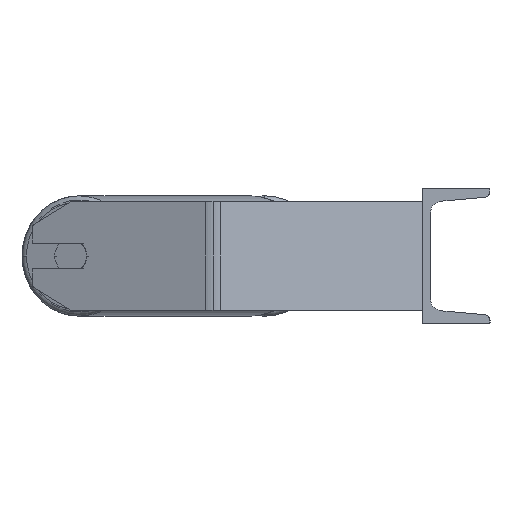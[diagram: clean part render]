
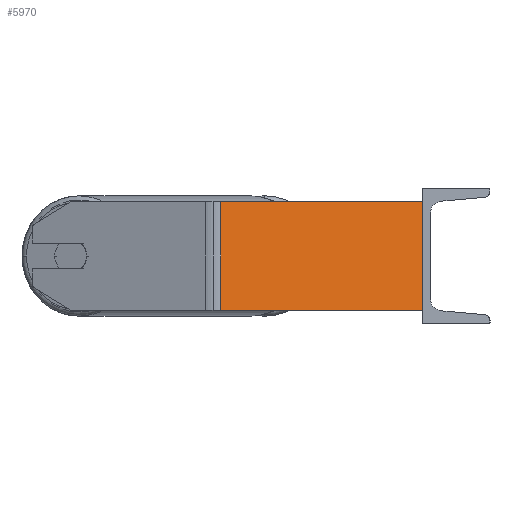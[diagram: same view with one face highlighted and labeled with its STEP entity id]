
A CAD part, left-side view. The second image highlights one B-rep face of the part: STEP entity #5970.
In plain terms, the highlighted planar face has unit normal (-0.94, -0.342, 0).
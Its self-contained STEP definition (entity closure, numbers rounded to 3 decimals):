
#183 = ORIENTED_EDGE ( 'NONE', *, *, #7078, .F. ) ;
#550 = LINE ( 'NONE', #8830, #4957 ) ;
#627 = CARTESIAN_POINT ( 'NONE',  ( -639.283, 149.141, 40. ) ) ;
#1121 = DIRECTION ( 'NONE',  ( 0.94, 0.342, 0. ) ) ;
#1924 = VECTOR ( 'NONE', #9036, 1000. ) ;
#2371 = EDGE_LOOP ( 'NONE', ( #5452, #183, #6388, #8854 ) ) ;
#2405 = DIRECTION ( 'NONE',  ( -0.342, 0.94, 0. ) ) ;
#2433 = EDGE_CURVE ( 'NONE', #8730, #6897, #6233, .T. ) ;
#2507 = EDGE_CURVE ( 'NONE', #2849, #8421, #6594, .T. ) ;
#2564 = VECTOR ( 'NONE', #8945, 1000. ) ;
#2849 = VERTEX_POINT ( 'NONE', #627 ) ;
#2973 = DIRECTION ( 'NONE',  ( 0.342, -0.94, 0. ) ) ;
#3085 = FACE_OUTER_BOUND ( 'NONE', #2371, .T. ) ;
#3322 = AXIS2_PLACEMENT_3D ( 'NONE', #7457, #1121, #2405 ) ;
#4695 = VECTOR ( 'NONE', #2973, 1000. ) ;
#4744 = CARTESIAN_POINT ( 'NONE',  ( -641.275, 154.614, -40. ) ) ;
#4957 = VECTOR ( 'NONE', #8103, 1000. ) ;
#5452 = ORIENTED_EDGE ( 'NONE', *, *, #2433, .T. ) ;
#5918 = PLANE ( 'NONE',  #3322 ) ;
#5970 = ADVANCED_FACE ( 'NONE', ( #3085 ), #5918, .F. ) ;
#6140 = LINE ( 'NONE', #6187, #2564 ) ;
#6187 = CARTESIAN_POINT ( 'NONE',  ( -639.283, 149.141, 40. ) ) ;
#6233 = LINE ( 'NONE', #4744, #1924 ) ;
#6388 = ORIENTED_EDGE ( 'NONE', *, *, #2507, .F. ) ;
#6393 = CARTESIAN_POINT ( 'NONE',  ( -585., 0., -40. ) ) ;
#6594 = LINE ( 'NONE', #7987, #4695 ) ;
#6743 = CARTESIAN_POINT ( 'NONE',  ( -639.283, 149.141, -40. ) ) ;
#6897 = VERTEX_POINT ( 'NONE', #6393 ) ;
#7078 = EDGE_CURVE ( 'NONE', #8421, #6897, #550, .T. ) ;
#7405 = CARTESIAN_POINT ( 'NONE',  ( -585., 0., 40. ) ) ;
#7457 = CARTESIAN_POINT ( 'NONE',  ( -641.275, 154.614, 40. ) ) ;
#7987 = CARTESIAN_POINT ( 'NONE',  ( -641.275, 154.614, 40. ) ) ;
#8103 = DIRECTION ( 'NONE',  ( 0., 0., -1. ) ) ;
#8421 = VERTEX_POINT ( 'NONE', #7405 ) ;
#8730 = VERTEX_POINT ( 'NONE', #6743 ) ;
#8830 = CARTESIAN_POINT ( 'NONE',  ( -585., 0., 40. ) ) ;
#8854 = ORIENTED_EDGE ( 'NONE', *, *, #9052, .T. ) ;
#8945 = DIRECTION ( 'NONE',  ( 0., 0., -1. ) ) ;
#9036 = DIRECTION ( 'NONE',  ( 0.342, -0.94, 0. ) ) ;
#9052 = EDGE_CURVE ( 'NONE', #2849, #8730, #6140, .T. ) ;
